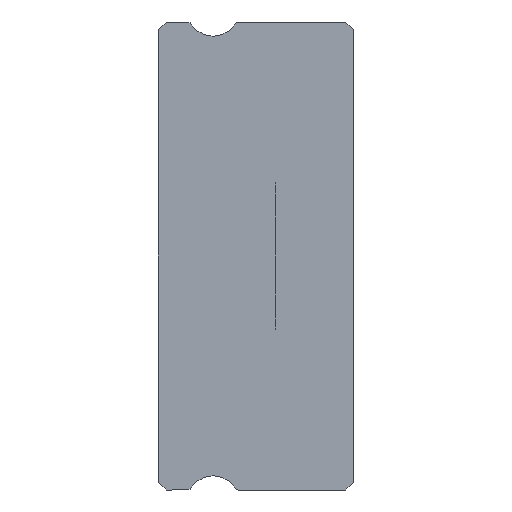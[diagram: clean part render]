
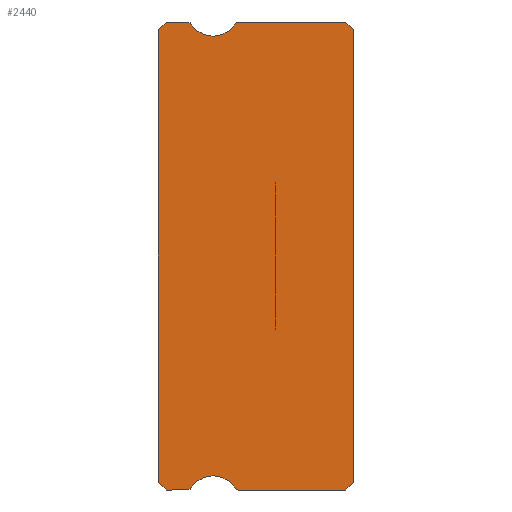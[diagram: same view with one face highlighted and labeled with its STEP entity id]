
A CAD part, left-side view. The second image highlights one B-rep face of the part: STEP entity #2440.
In plain terms, the highlighted planar face has unit normal (-1, 0, 0).
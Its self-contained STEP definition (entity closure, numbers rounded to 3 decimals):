
#33 = EDGE_CURVE ( 'NONE', #178, #5580, #1379, .T. ) ;
#51 = DIRECTION ( 'NONE',  ( 1., 0., 0. ) ) ;
#62 = VERTEX_POINT ( 'NONE', #2004 ) ;
#69 = CARTESIAN_POINT ( 'NONE',  ( -5., 5.4, -9.45 ) ) ;
#80 = VECTOR ( 'NONE', #3920, 1000. ) ;
#133 = DIRECTION ( 'NONE',  ( 1., 0., 0. ) ) ;
#154 = DIRECTION ( 'NONE',  ( 0., 0., -1. ) ) ;
#178 = VERTEX_POINT ( 'NONE', #3020 ) ;
#194 = CARTESIAN_POINT ( 'NONE',  ( -5., 7.2, -9. ) ) ;
#230 = DIRECTION ( 'NONE',  ( 1., 0., 0. ) ) ;
#345 = CARTESIAN_POINT ( 'NONE',  ( -5., 7.2, 9. ) ) ;
#353 = CARTESIAN_POINT ( 'NONE',  ( -5., 0., 8.7 ) ) ;
#391 = EDGE_CURVE ( 'NONE', #1144, #4348, #3773, .T. ) ;
#468 = VECTOR ( 'NONE', #2704, 1000. ) ;
#570 = AXIS2_PLACEMENT_3D ( 'NONE', #2137, #5367, #3124 ) ;
#597 = DIRECTION ( 'NONE',  ( -1., 0., 0. ) ) ;
#618 = DIRECTION ( 'NONE',  ( 0., 1., 0. ) ) ;
#706 = LINE ( 'NONE', #4767, #80 ) ;
#714 = DIRECTION ( 'NONE',  ( 0., 0.707, -0.707 ) ) ;
#732 = ORIENTED_EDGE ( 'NONE', *, *, #2958, .F. ) ;
#758 = LINE ( 'NONE', #194, #4607 ) ;
#801 = VERTEX_POINT ( 'NONE', #5746 ) ;
#811 = VERTEX_POINT ( 'NONE', #2160 ) ;
#844 = CARTESIAN_POINT ( 'NONE',  ( -5., 6.381, 9. ) ) ;
#868 = EDGE_CURVE ( 'NONE', #62, #2228, #4785, .T. ) ;
#873 = CARTESIAN_POINT ( 'NONE',  ( -5., 7.5, 8.7 ) ) ;
#941 = CIRCLE ( 'NONE', #4119, 1. ) ;
#989 = CARTESIAN_POINT ( 'NONE',  ( -5., 7.5, 8.85 ) ) ;
#1019 = DIRECTION ( 'NONE',  ( 0., 0., -1. ) ) ;
#1028 = CIRCLE ( 'NONE', #1228, 1. ) ;
#1141 = DIRECTION ( 'NONE',  ( -1., 0., 0. ) ) ;
#1144 = VERTEX_POINT ( 'NONE', #1242 ) ;
#1155 = EDGE_CURVE ( 'NONE', #5580, #2693, #1180, .T. ) ;
#1171 = CARTESIAN_POINT ( 'NONE',  ( -5., 4.419, 9. ) ) ;
#1180 = LINE ( 'NONE', #844, #3099 ) ;
#1198 = ORIENTED_EDGE ( 'NONE', *, *, #391, .F. ) ;
#1228 = AXIS2_PLACEMENT_3D ( 'NONE', #1489, #597, #1019 ) ;
#1242 = CARTESIAN_POINT ( 'NONE',  ( -5., 4.419, -9. ) ) ;
#1311 = CARTESIAN_POINT ( 'NONE',  ( -5., 7.5, 8.7 ) ) ;
#1343 = DIRECTION ( 'NONE',  ( 0., 0., -1. ) ) ;
#1347 = VERTEX_POINT ( 'NONE', #2801 ) ;
#1379 = CIRCLE ( 'NONE', #5745, 0.15 ) ;
#1489 = CARTESIAN_POINT ( 'NONE',  ( -5., 5.4, 9.45 ) ) ;
#1576 = DIRECTION ( 'NONE',  ( -1., 0., 0. ) ) ;
#1617 = DIRECTION ( 'NONE',  ( 0., 0., -1. ) ) ;
#1645 = CARTESIAN_POINT ( 'NONE',  ( -5., 0.3, 9. ) ) ;
#1669 = VERTEX_POINT ( 'NONE', #2759 ) ;
#1708 = ORIENTED_EDGE ( 'NONE', *, *, #3825, .F. ) ;
#1714 = EDGE_LOOP ( 'NONE', ( #3716, #2164, #2395, #5194, #3895, #1198, #3982, #3761, #5902, #1708, #3708, #5722, #4223, #1764, #732, #4891, #3994 ) ) ;
#1764 = ORIENTED_EDGE ( 'NONE', *, *, #2119, .F. ) ;
#1848 = VERTEX_POINT ( 'NONE', #353 ) ;
#2004 = CARTESIAN_POINT ( 'NONE',  ( -5., 6.253, -8.928 ) ) ;
#2062 = VERTEX_POINT ( 'NONE', #3757 ) ;
#2091 = EDGE_CURVE ( 'NONE', #4348, #62, #3627, .T. ) ;
#2101 = AXIS2_PLACEMENT_3D ( 'NONE', #69, #1576, #3399 ) ;
#2115 = LINE ( 'NONE', #2171, #4468 ) ;
#2119 = EDGE_CURVE ( 'NONE', #3443, #2062, #1028, .T. ) ;
#2137 = CARTESIAN_POINT ( 'NONE',  ( -5., 6.381, 8.85 ) ) ;
#2160 = CARTESIAN_POINT ( 'NONE',  ( -5., 7.2, -9. ) ) ;
#2164 = ORIENTED_EDGE ( 'NONE', *, *, #5311, .T. ) ;
#2171 = CARTESIAN_POINT ( 'NONE',  ( -5., 0., -8.7 ) ) ;
#2182 = EDGE_CURVE ( 'NONE', #801, #1347, #2115, .T. ) ;
#2228 = VERTEX_POINT ( 'NONE', #5731 ) ;
#2239 = CARTESIAN_POINT ( 'NONE',  ( -5., 0.3, 9. ) ) ;
#2272 = DIRECTION ( 'NONE',  ( 0., 1., 0. ) ) ;
#2319 = DIRECTION ( 'NONE',  ( 1., 0., 0. ) ) ;
#2350 = CARTESIAN_POINT ( 'NONE',  ( -5., 7.2, 9. ) ) ;
#2370 = DIRECTION ( 'NONE',  ( 0., 0., 1. ) ) ;
#2382 = CARTESIAN_POINT ( 'NONE',  ( -5., 6.381, -8.85 ) ) ;
#2395 = ORIENTED_EDGE ( 'NONE', *, *, #5593, .T. ) ;
#2440 = ADVANCED_FACE ( 'NONE', ( #2763 ), #2673, .F. ) ;
#2477 = EDGE_CURVE ( 'NONE', #2546, #5399, #3130, .T. ) ;
#2517 = EDGE_CURVE ( 'NONE', #1347, #1144, #5155, .T. ) ;
#2546 = VERTEX_POINT ( 'NONE', #2350 ) ;
#2554 = EDGE_CURVE ( 'NONE', #5850, #5399, #5076, .T. ) ;
#2590 = EDGE_CURVE ( 'NONE', #801, #1848, #706, .T. ) ;
#2673 = PLANE ( 'NONE',  #4477 ) ;
#2693 = VERTEX_POINT ( 'NONE', #2239 ) ;
#2704 = DIRECTION ( 'NONE',  ( 0., 0.707, -0.707 ) ) ;
#2759 = CARTESIAN_POINT ( 'NONE',  ( -5., 6.381, 9. ) ) ;
#2763 = FACE_OUTER_BOUND ( 'NONE', #1714, .T. ) ;
#2801 = CARTESIAN_POINT ( 'NONE',  ( -5., 0.3, -9. ) ) ;
#2940 = LINE ( 'NONE', #5669, #4701 ) ;
#2958 = EDGE_CURVE ( 'NONE', #1669, #3443, #3738, .T. ) ;
#3020 = CARTESIAN_POINT ( 'NONE',  ( -5., 4.547, 8.928 ) ) ;
#3099 = VECTOR ( 'NONE', #4459, 1000. ) ;
#3124 = DIRECTION ( 'NONE',  ( 0., 0., -1. ) ) ;
#3130 = LINE ( 'NONE', #873, #468 ) ;
#3180 = VECTOR ( 'NONE', #4436, 1000. ) ;
#3399 = DIRECTION ( 'NONE',  ( 0., 0., -1. ) ) ;
#3426 = DIRECTION ( 'NONE',  ( 0., 0., -1. ) ) ;
#3443 = VERTEX_POINT ( 'NONE', #5326 ) ;
#3603 = DIRECTION ( 'NONE',  ( 0., 0., -1. ) ) ;
#3627 = CIRCLE ( 'NONE', #2101, 1. ) ;
#3645 = LINE ( 'NONE', #345, #5467 ) ;
#3697 = CARTESIAN_POINT ( 'NONE',  ( -5., 6.381, 8.85 ) ) ;
#3708 = ORIENTED_EDGE ( 'NONE', *, *, #1155, .F. ) ;
#3716 = ORIENTED_EDGE ( 'NONE', *, *, #2554, .F. ) ;
#3738 = CIRCLE ( 'NONE', #570, 0.15 ) ;
#3757 = CARTESIAN_POINT ( 'NONE',  ( -5., 5.4, 8.45 ) ) ;
#3761 = ORIENTED_EDGE ( 'NONE', *, *, #2182, .F. ) ;
#3773 = CIRCLE ( 'NONE', #4993, 0.15 ) ;
#3825 = EDGE_CURVE ( 'NONE', #2693, #1848, #4380, .T. ) ;
#3895 = ORIENTED_EDGE ( 'NONE', *, *, #2091, .F. ) ;
#3920 = DIRECTION ( 'NONE',  ( 0., 0., 1. ) ) ;
#3982 = ORIENTED_EDGE ( 'NONE', *, *, #2517, .F. ) ;
#3994 = ORIENTED_EDGE ( 'NONE', *, *, #2477, .T. ) ;
#4002 = CARTESIAN_POINT ( 'NONE',  ( -5., 7.5, -8.7 ) ) ;
#4119 = AXIS2_PLACEMENT_3D ( 'NONE', #4347, #1141, #154 ) ;
#4223 = ORIENTED_EDGE ( 'NONE', *, *, #4515, .F. ) ;
#4256 = CARTESIAN_POINT ( 'NONE',  ( -5., 6.381, -9. ) ) ;
#4273 = CARTESIAN_POINT ( 'NONE',  ( -5., 4.419, 8.85 ) ) ;
#4345 = DIRECTION ( 'NONE',  ( 0., -1., 0. ) ) ;
#4347 = CARTESIAN_POINT ( 'NONE',  ( -5., 5.4, 9.45 ) ) ;
#4348 = VERTEX_POINT ( 'NONE', #4497 ) ;
#4380 = LINE ( 'NONE', #1645, #3180 ) ;
#4436 = DIRECTION ( 'NONE',  ( 0., -0.707, -0.707 ) ) ;
#4459 = DIRECTION ( 'NONE',  ( 0., -1., 0. ) ) ;
#4468 = VECTOR ( 'NONE', #714, 1000. ) ;
#4477 = AXIS2_PLACEMENT_3D ( 'NONE', #3697, #2319, #3603 ) ;
#4497 = CARTESIAN_POINT ( 'NONE',  ( -5., 4.547, -8.928 ) ) ;
#4515 = EDGE_CURVE ( 'NONE', #2062, #178, #941, .T. ) ;
#4564 = VECTOR ( 'NONE', #2370, 1000. ) ;
#4607 = VECTOR ( 'NONE', #5295, 1000. ) ;
#4701 = VECTOR ( 'NONE', #4345, 1000. ) ;
#4767 = CARTESIAN_POINT ( 'NONE',  ( -5., 0., 8.7 ) ) ;
#4785 = CIRCLE ( 'NONE', #5552, 0.15 ) ;
#4891 = ORIENTED_EDGE ( 'NONE', *, *, #5420, .T. ) ;
#4993 = AXIS2_PLACEMENT_3D ( 'NONE', #5617, #133, #3426 ) ;
#5076 = LINE ( 'NONE', #989, #4564 ) ;
#5155 = LINE ( 'NONE', #4256, #5905 ) ;
#5194 = ORIENTED_EDGE ( 'NONE', *, *, #868, .F. ) ;
#5295 = DIRECTION ( 'NONE',  ( 0., -0.707, -0.707 ) ) ;
#5311 = EDGE_CURVE ( 'NONE', #5850, #811, #758, .T. ) ;
#5326 = CARTESIAN_POINT ( 'NONE',  ( -5., 6.253, 8.928 ) ) ;
#5367 = DIRECTION ( 'NONE',  ( 1., 0., 0. ) ) ;
#5399 = VERTEX_POINT ( 'NONE', #1311 ) ;
#5420 = EDGE_CURVE ( 'NONE', #1669, #2546, #3645, .T. ) ;
#5467 = VECTOR ( 'NONE', #2272, 1000. ) ;
#5552 = AXIS2_PLACEMENT_3D ( 'NONE', #2382, #51, #1343 ) ;
#5580 = VERTEX_POINT ( 'NONE', #1171 ) ;
#5593 = EDGE_CURVE ( 'NONE', #811, #2228, #2940, .T. ) ;
#5617 = CARTESIAN_POINT ( 'NONE',  ( -5., 4.419, -8.85 ) ) ;
#5669 = CARTESIAN_POINT ( 'NONE',  ( -5., 6.381, -9. ) ) ;
#5722 = ORIENTED_EDGE ( 'NONE', *, *, #33, .F. ) ;
#5731 = CARTESIAN_POINT ( 'NONE',  ( -5., 6.381, -9. ) ) ;
#5745 = AXIS2_PLACEMENT_3D ( 'NONE', #4273, #230, #1617 ) ;
#5746 = CARTESIAN_POINT ( 'NONE',  ( -5., 0., -8.7 ) ) ;
#5850 = VERTEX_POINT ( 'NONE', #4002 ) ;
#5902 = ORIENTED_EDGE ( 'NONE', *, *, #2590, .T. ) ;
#5905 = VECTOR ( 'NONE', #618, 1000. ) ;
